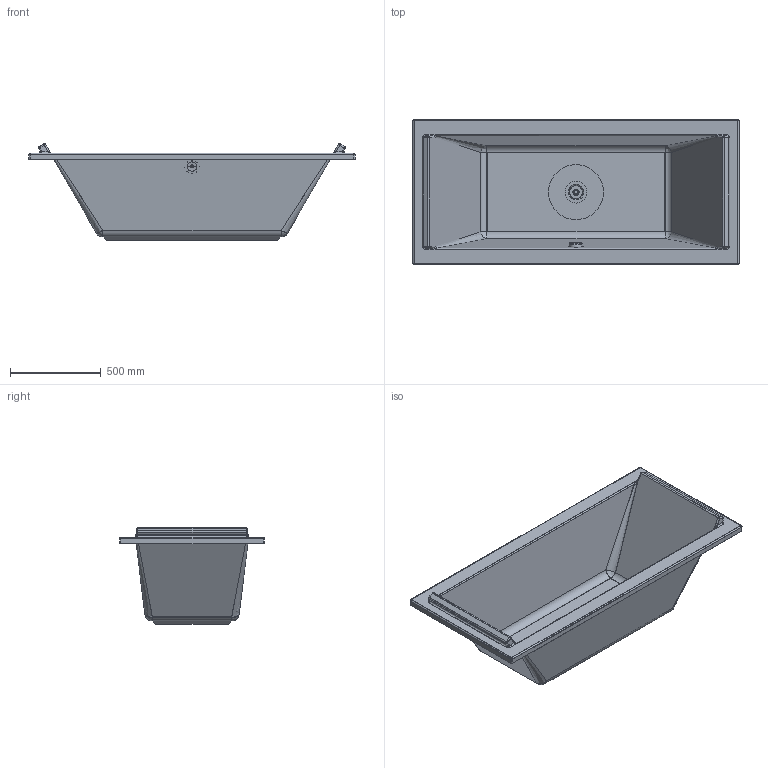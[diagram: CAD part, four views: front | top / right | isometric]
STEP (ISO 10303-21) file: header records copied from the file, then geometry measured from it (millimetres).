
FILE_DESCRIPTION((''),'2;1');
FILE_NAME('700338.stp','2013-06-28T09:00:24',('Administrator'),(''),'Autodesk Inventor 2011','Autodesk Inventor 2011','');
FILE_SCHEMA(('CONFIG_CONTROL_DESIGN'));
Length unit declared in the file: millimetre
Products named in the file (4): 700338; Stopfen; Verschluss_Ueberlauf
Assembly tree (3 placements, depth 2):
  700338
    700338
    Stopfen
    Verschluss_Ueberlauf
Bounding box: 1800 x 800 x 532.07 mm (x, y, z)
Volume: 11834113.1 mm3; surface area: 6751485.6 mm2
Topology: 4 solids, 4 shells, 355 faces, 895 edges, 524 vertices
Faces by surface type: plane 135, cylinder 120, bspline 68, sphere 21, cone 6, torus 5
Full cylindrical faces by diameter (mm): 9.2 x1, 13 x1, 14.5 x1, 24 x1, 29.2 x1, 32 x2, 52 x2, 72 x1
Entity records: 27410 total; most frequent: CARTESIAN_POINT 18921, ORIENTED_EDGE 1692, DIRECTION 1615, EDGE_CURVE 846, AXIS2_PLACEMENT_3D 602, VERTEX_POINT 510, VECTOR 411, LINE 411
